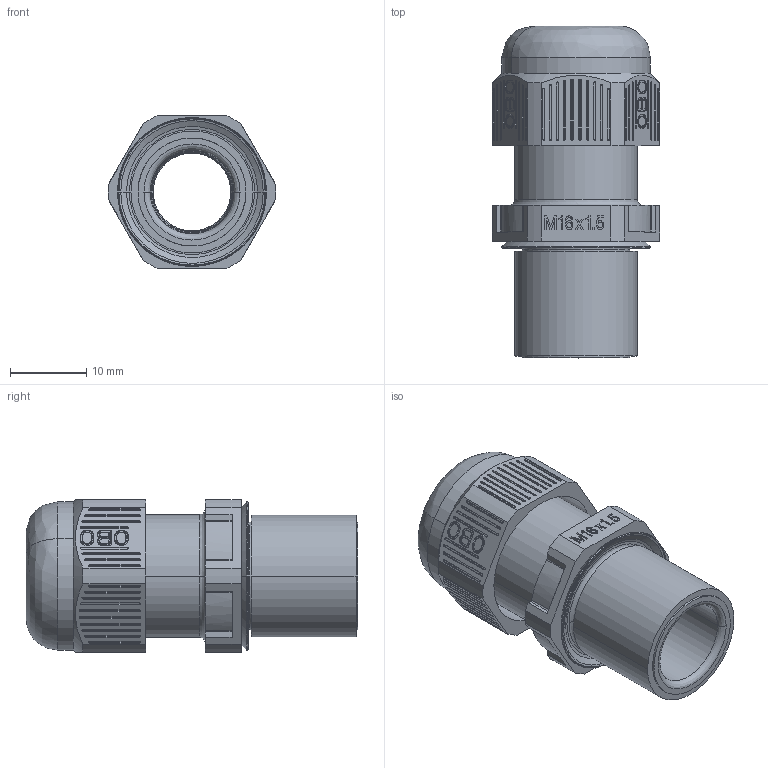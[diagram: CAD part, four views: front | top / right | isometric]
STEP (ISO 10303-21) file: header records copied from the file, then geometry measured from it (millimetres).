
FILE_DESCRIPTION(/* description */ (''),/* implementation_level */ '2;1');
FILE_NAME(/* name */ '2022945',/* time_stamp */ '2014-01-09T09:51:19+01:00',/* author */ (''),/* organization */ (''),/* preprocessor_version */ 'ST-DEVELOPER v15',/* originating_system */ '',/* authorisation */ '');
FILE_SCHEMA (('CONFIG_CONTROL_DESIGN'));
Length unit declared in the file: millimetre
Products named in the file (1): Block 01
Bounding box: 22 x 43.51 x 20 mm (x, y, z)
Volume: 5410.4 mm3; surface area: 5530.5 mm2
Topology: 2 solids, 2 shells, 926 faces, 2420 edges, 1600 vertices
Faces by surface type: plane 653, bspline 273
Entity records: 34562 total; most frequent: CARTESIAN_POINT 18769, ORIENTED_EDGE 4840, EDGE_CURVE 2420, B_SPLINE_CURVE_WITH_KNOTS 1890, VERTEX_POINT 1600, EDGE_LOOP 1032, ADVANCED_FACE 926, FACE_OUTER_BOUND 926
